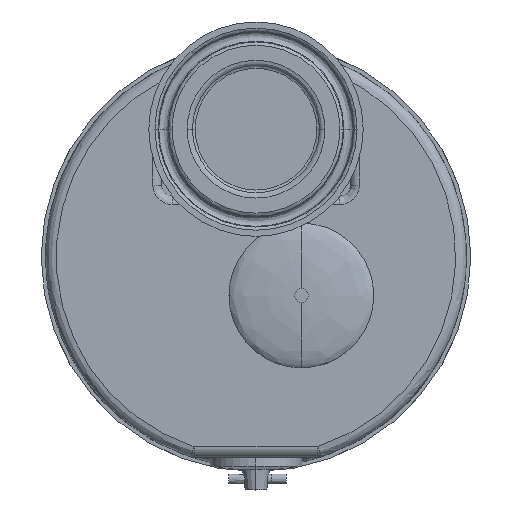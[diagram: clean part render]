
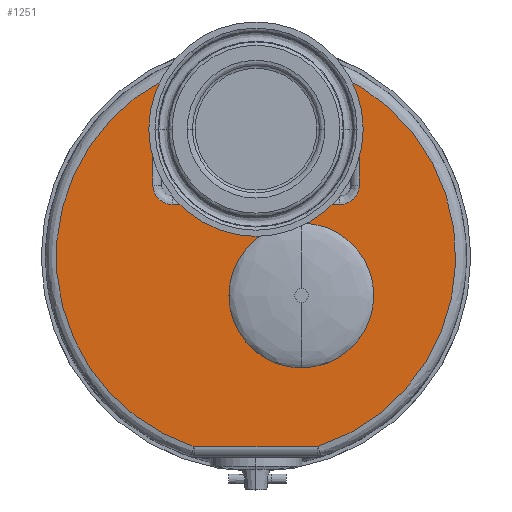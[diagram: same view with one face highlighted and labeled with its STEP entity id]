
A CAD part, front view. The second image highlights one B-rep face of the part: STEP entity #1251.
In plain terms, the highlighted free-form (B-spline) face has degree [1, 1] with [2, 2] control points.
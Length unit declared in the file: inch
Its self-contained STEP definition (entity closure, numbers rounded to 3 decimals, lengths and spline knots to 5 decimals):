
#21=CARTESIAN_POINT('',(0.,0.,-1.181));
#22=DIRECTION('',(0.,1.,0.));
#23=DIRECTION('',(-0.31,0.,-0.951));
#24=AXIS2_PLACEMENT_3D('',#21,#22,#23);
#26=CARTESIAN_POINT('',(0.,0.,-1.181));
#27=DIRECTION('',(0.,1.,0.));
#28=DIRECTION('',(-0.31,0.,0.951));
#29=AXIS2_PLACEMENT_3D('',#26,#27,#28);
#31=CARTESIAN_POINT('',(-0.955,0.00001,
-0.5175));
#32=CARTESIAN_POINT('',(-0.95492,0.00001,
-0.53363));
#33=CARTESIAN_POINT('',(-0.95086,0.,
-0.56462));
#34=CARTESIAN_POINT('',(-0.9326,0.,
-0.60867));
#35=CARTESIAN_POINT('',(-0.90373,0.,
-0.64622));
#36=CARTESIAN_POINT('',(-0.86618,0.,
-0.6751));
#37=CARTESIAN_POINT('',(-0.82212,0.,
-0.69336));
#38=CARTESIAN_POINT('',(-0.79113,0.00001,
-0.69742));
#39=CARTESIAN_POINT('',(-0.775,0.00001,
-0.6975));
#41=DIRECTION('',(1.,0.,0.));
#42=VECTOR('',#41,1.55);
#43=CARTESIAN_POINT('',(-0.775,0.00001,
-0.6975));
#44=LINE('',#43,#42);
#45=CARTESIAN_POINT('',(0.775,0.00001,
-0.6975));
#46=CARTESIAN_POINT('',(0.79113,0.00001,
-0.69742));
#47=CARTESIAN_POINT('',(0.82212,0.,
-0.69336));
#48=CARTESIAN_POINT('',(0.86617,0.,
-0.6751));
#49=CARTESIAN_POINT('',(0.90372,0.,
-0.64623));
#50=CARTESIAN_POINT('',(0.9326,0.,
-0.60868));
#51=CARTESIAN_POINT('',(0.95086,0.,
-0.56462));
#52=CARTESIAN_POINT('',(0.95492,0.00001,
-0.53363));
#53=CARTESIAN_POINT('',(0.955,0.00001,
-0.5175));
#55=DIRECTION('',(0.,0.,1.));
#56=VECTOR('',#55,0.72175);
#57=CARTESIAN_POINT('',(0.955,0.00001,
-0.5175));
#58=LINE('',#57,#56);
#59=CARTESIAN_POINT('',(0.725,0.,0.20425));
#60=DIRECTION('',(0.,-1.,0.));
#61=DIRECTION('',(1.,0.,0.));
#62=AXIS2_PLACEMENT_3D('',#59,#60,#61);
#64=CARTESIAN_POINT('',(0.,0.,-1.181));
#65=DIRECTION('',(0.,-1.,0.));
#66=DIRECTION('',(0.464,0.,0.886));
#67=AXIS2_PLACEMENT_3D('',#64,#65,#66);
#69=CARTESIAN_POINT('',(-0.725,0.,0.20425));
#70=DIRECTION('',(0.,-1.,0.));
#71=DIRECTION('',(-0.464,0.,0.886));
#72=AXIS2_PLACEMENT_3D('',#69,#70,#71);
#74=DIRECTION('',(0.,0.,-1.));
#75=VECTOR('',#74,0.72175);
#76=CARTESIAN_POINT('',(-0.955,0.,
0.20425));
#77=LINE('',#76,#75);
#78=CARTESIAN_POINT('',(0.42,0.,-1.5395));
#79=DIRECTION('',(0.,-1.,0.));
#80=DIRECTION('',(0.,0.,1.));
#81=AXIS2_PLACEMENT_3D('',#78,#79,#80);
#83=CARTESIAN_POINT('',(0.42,0.,-1.5395));
#84=DIRECTION('',(0.,-1.,0.));
#85=DIRECTION('',(0.,0.,-1.));
#86=AXIS2_PLACEMENT_3D('',#83,#84,#85);
#93=CARTESIAN_POINT('',(0.5658,0.,-2.9145));
#94=DIRECTION('',(0.,-1.,0.));
#95=DIRECTION('',(0.,0.,-1.));
#96=AXIS2_PLACEMENT_3D('',#93,#94,#95);
#141=CARTESIAN_POINT('',(-0.5658,0.,
-2.9145));
#142=DIRECTION('',(0.,-1.,0.));
#143=DIRECTION('',(-0.31,0.,-0.951));
#144=AXIS2_PLACEMENT_3D('',#141,#142,#143);
#182=DIRECTION('',(1.,0.,0.));
#183=VECTOR('',#182,1.1316);
#184=CARTESIAN_POINT('',(-0.5658,0.,
-2.9395));
#185=LINE('',#184,#183);
#1009=CARTESIAN_POINT('',(0.5658,0.,
-2.9395));
#1010=CARTESIAN_POINT('',(0.57356,0.,
-2.93827));
#1011=VERTEX_POINT('',#1009);
#1012=VERTEX_POINT('',#1010);
#1013=CARTESIAN_POINT('',(-0.5658,0.,
-2.9395));
#1014=VERTEX_POINT('',#1013);
#1015=CARTESIAN_POINT('',(-0.57356,0.,
-2.93827));
#1016=VERTEX_POINT('',#1015);
#1017=CARTESIAN_POINT('',(-0.57354,0.,
0.57623));
#1018=VERTEX_POINT('',#1017);
#1019=VERTEX_POINT('',#31);
#1020=VERTEX_POINT('',#39);
#1021=CARTESIAN_POINT('',(0.775,0.00001,
-0.6975));
#1022=VERTEX_POINT('',#1021);
#1023=VERTEX_POINT('',#53);
#1024=CARTESIAN_POINT('',(0.955,0.,
0.20425));
#1025=VERTEX_POINT('',#1024);
#1026=CARTESIAN_POINT('',(0.83165,0.,
0.40802));
#1027=VERTEX_POINT('',#1026);
#1028=CARTESIAN_POINT('',(-0.83165,0.,
0.40801));
#1029=VERTEX_POINT('',#1028);
#1030=CARTESIAN_POINT('',(-0.955,0.,
0.20425));
#1031=VERTEX_POINT('',#1030);
#1032=CARTESIAN_POINT('',(0.42,0.,
-0.8695));
#1033=CARTESIAN_POINT('',(0.42,0.,
-2.2095));
#1034=VERTEX_POINT('',#1032);
#1035=VERTEX_POINT('',#1033);
#1210=CARTESIAN_POINT('',(-1.92394,0.,-3.01164));
#1211=CARTESIAN_POINT('',(1.92272,0.,-3.01164));
#1212=CARTESIAN_POINT('',(-1.92394,0.,0.73988));
#1213=CARTESIAN_POINT('',(1.92272,0.,0.73988));
#1214=B_SPLINE_SURFACE_WITH_KNOTS('',1,1,((#1210,#1211),(#1212,#1213)),
.UNSPECIFIED.,.F.,.F.,.F.,(2,2),(2,2),(-1.87576,1.87576),(
-1.92333,1.92333),.UNSPECIFIED.);
#1216=ORIENTED_EDGE('',*,*,#1215,.F.);
#1218=ORIENTED_EDGE('',*,*,#1217,.F.);
#1220=ORIENTED_EDGE('',*,*,#1219,.F.);
#1222=ORIENTED_EDGE('',*,*,#1221,.T.);
#1224=ORIENTED_EDGE('',*,*,#1223,.T.);
#1225=EDGE_LOOP('',(#1216,#1218,#1220,#1222,#1224));
#1226=FACE_OUTER_BOUND('',#1225,.F.);
#1228=ORIENTED_EDGE('',*,*,#1227,.T.);
#1230=ORIENTED_EDGE('',*,*,#1229,.T.);
#1232=ORIENTED_EDGE('',*,*,#1231,.T.);
#1234=ORIENTED_EDGE('',*,*,#1233,.T.);
#1236=ORIENTED_EDGE('',*,*,#1235,.T.);
#1238=ORIENTED_EDGE('',*,*,#1237,.T.);
#1240=ORIENTED_EDGE('',*,*,#1239,.T.);
#1242=ORIENTED_EDGE('',*,*,#1241,.T.);
#1243=EDGE_LOOP('',(#1228,#1230,#1232,#1234,#1236,#1238,#1240,#1242));
#1244=FACE_BOUND('',#1243,.F.);
#1246=ORIENTED_EDGE('',*,*,#1245,.T.);
#1248=ORIENTED_EDGE('',*,*,#1247,.T.);
#1249=EDGE_LOOP('',(#1246,#1248));
#1250=FACE_BOUND('',#1249,.F.);
#25=CIRCLE('',#24,1.84846);
#30=CIRCLE('',#29,1.84846);
#40=B_SPLINE_CURVE_WITH_KNOTS('',3,(#31,#32,#33,#34,#35,#36,#37,#38,#39),
.UNSPECIFIED.,.F.,.F.,(4,1,1,1,1,1,4),(0.,0.16667,0.33333,
0.5,0.66667,0.83333,1.),.UNSPECIFIED.);
#54=B_SPLINE_CURVE_WITH_KNOTS('',3,(#45,#46,#47,#48,#49,#50,#51,#52,#53),
.UNSPECIFIED.,.F.,.F.,(4,1,1,1,1,1,4),(0.,0.16667,0.33333,
0.5,0.66667,0.83333,1.),.UNSPECIFIED.);
#63=CIRCLE('',#62,0.23);
#68=CIRCLE('',#67,1.79349);
#73=CIRCLE('',#72,0.23);
#82=CIRCLE('',#81,0.67);
#87=CIRCLE('',#86,0.67);
#97=CIRCLE('',#96,0.025);
#145=CIRCLE('',#144,0.025);
#1215=EDGE_CURVE('',#1011,#1012,#97,.T.);
#1217=EDGE_CURVE('',#1014,#1011,#185,.T.);
#1219=EDGE_CURVE('',#1016,#1014,#145,.T.);
#1221=EDGE_CURVE('',#1016,#1018,#25,.T.);
#1223=EDGE_CURVE('',#1018,#1012,#30,.T.);
#1227=EDGE_CURVE('',#1019,#1020,#40,.T.);
#1229=EDGE_CURVE('',#1020,#1022,#44,.T.);
#1231=EDGE_CURVE('',#1022,#1023,#54,.T.);
#1233=EDGE_CURVE('',#1023,#1025,#58,.T.);
#1235=EDGE_CURVE('',#1025,#1027,#63,.T.);
#1237=EDGE_CURVE('',#1027,#1029,#68,.T.);
#1239=EDGE_CURVE('',#1029,#1031,#73,.T.);
#1241=EDGE_CURVE('',#1031,#1019,#77,.T.);
#1245=EDGE_CURVE('',#1034,#1035,#82,.T.);
#1247=EDGE_CURVE('',#1035,#1034,#87,.T.);
#1251=ADVANCED_FACE('',(#1226,#1244,#1250),#1214,.F.);
